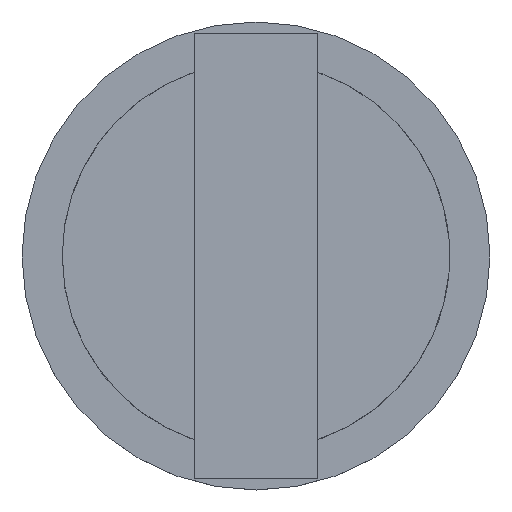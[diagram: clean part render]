
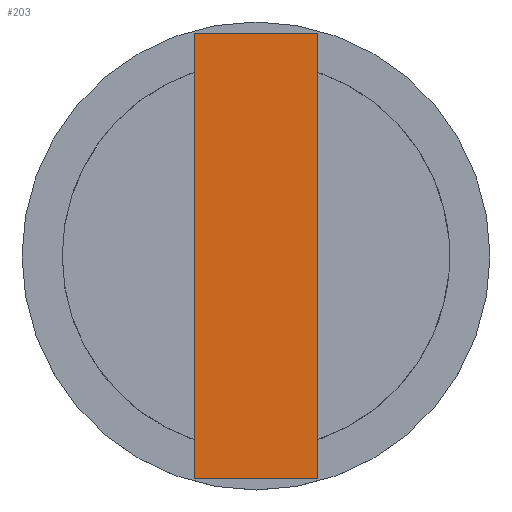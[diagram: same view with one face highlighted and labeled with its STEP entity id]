
A CAD part, top view. The second image highlights one B-rep face of the part: STEP entity #203.
In plain terms, the highlighted planar face has unit normal (0, 0, 1).
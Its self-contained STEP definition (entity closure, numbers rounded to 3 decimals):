
#23=LINE('',#337,#41);
#26=LINE('',#342,#44);
#28=LINE('',#346,#46);
#31=LINE('',#350,#49);
#41=VECTOR('',#274,10.);
#44=VECTOR('',#279,10.);
#46=VECTOR('',#283,10.);
#49=VECTOR('',#288,10.);
#63=FACE_OUTER_BOUND('',#77,.T.);
#77=EDGE_LOOP('',(#166,#167,#168,#169));
#100=VERTEX_POINT('',#334);
#101=VERTEX_POINT('',#336);
#102=VERTEX_POINT('',#341);
#103=VERTEX_POINT('',#345);
#118=EDGE_CURVE('',#101,#100,#23,.T.);
#121=EDGE_CURVE('',#102,#101,#26,.T.);
#123=EDGE_CURVE('',#103,#102,#28,.T.);
#126=EDGE_CURVE('',#100,#103,#31,.T.);
#166=ORIENTED_EDGE('',*,*,#126,.T.);
#167=ORIENTED_EDGE('',*,*,#123,.T.);
#168=ORIENTED_EDGE('',*,*,#121,.T.);
#169=ORIENTED_EDGE('',*,*,#118,.T.);
#191=PLANE('',#235);
#203=ADVANCED_FACE('',(#63),#191,.T.);
#235=AXIS2_PLACEMENT_3D('',#351,#289,#290);
#274=DIRECTION('',(1.,0.,0.));
#279=DIRECTION('',(0.,-1.,0.));
#283=DIRECTION('',(-1.,0.,0.));
#288=DIRECTION('',(0.,1.,0.));
#289=DIRECTION('center_axis',(0.,0.,1.));
#290=DIRECTION('ref_axis',(1.,0.,0.));
#334=CARTESIAN_POINT('',(5.,-18.,4.5));
#336=CARTESIAN_POINT('',(-5.,-18.,4.5));
#337=CARTESIAN_POINT('',(-5.,-18.,4.5));
#341=CARTESIAN_POINT('',(-5.,18.,4.5));
#342=CARTESIAN_POINT('',(-5.,18.,4.5));
#345=CARTESIAN_POINT('',(5.,18.,4.5));
#346=CARTESIAN_POINT('',(5.,18.,4.5));
#350=CARTESIAN_POINT('',(5.,-18.,4.5));
#351=CARTESIAN_POINT('Origin',(0.,0.,
4.5));
